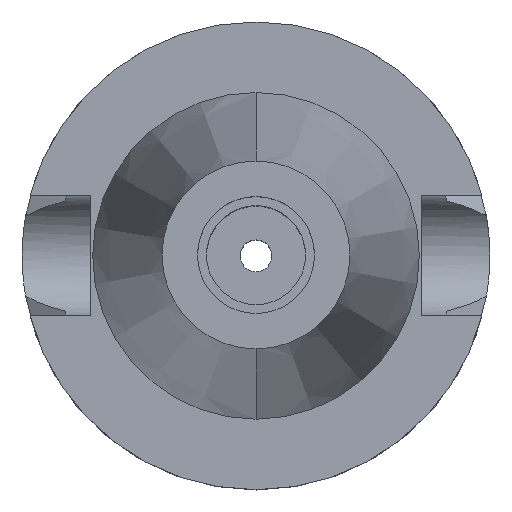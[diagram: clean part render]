
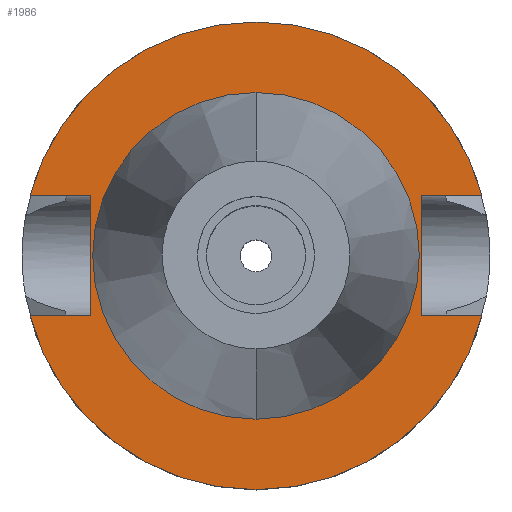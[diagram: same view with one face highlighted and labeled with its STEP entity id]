
A CAD part, top view. The second image highlights one B-rep face of the part: STEP entity #1986.
In plain terms, the highlighted planar face has unit normal (0, 0, 1).
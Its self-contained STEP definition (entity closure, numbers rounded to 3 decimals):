
#738=DIRECTION('',(1.,0.,0.));
#739=VECTOR('',#738,12.921);
#740=CARTESIAN_POINT('',(35.4,12.85,-1.5));
#741=LINE('',#740,#739);
#785=DIRECTION('',(0.,1.,0.));
#786=VECTOR('',#785,25.7);
#787=CARTESIAN_POINT('',(-35.4,-12.85,-1.5));
#788=LINE('',#787,#786);
#792=DIRECTION('',(-1.,0.,0.));
#793=VECTOR('',#792,12.921);
#794=CARTESIAN_POINT('',(-35.4,12.85,-1.5));
#795=LINE('',#794,#793);
#799=CARTESIAN_POINT('',(0.,0.,-1.5));
#800=DIRECTION('',(0.,0.,-1.));
#801=DIRECTION('',(-0.966,0.257,0.));
#802=AXIS2_PLACEMENT_3D('',#799,#800,#801);
#807=CARTESIAN_POINT('',(0.,0.,-1.5));
#808=DIRECTION('',(0.,0.,-1.));
#809=DIRECTION('',(0.,1.,0.));
#810=AXIS2_PLACEMENT_3D('',#807,#808,#809);
#815=DIRECTION('',(0.,-1.,0.));
#816=VECTOR('',#815,25.7);
#817=CARTESIAN_POINT('',(35.4,12.85,-1.5));
#818=LINE('',#817,#816);
#822=DIRECTION('',(1.,0.,0.));
#823=VECTOR('',#822,12.921);
#824=CARTESIAN_POINT('',(35.4,-12.85,-1.5));
#825=LINE('',#824,#823);
#829=CARTESIAN_POINT('',(0.,0.,-1.5));
#830=DIRECTION('',(0.,0.,-1.));
#831=DIRECTION('',(0.966,-0.257,0.));
#832=AXIS2_PLACEMENT_3D('',#829,#830,#831);
#837=CARTESIAN_POINT('',(0.,0.,-1.5));
#838=DIRECTION('',(0.,0.,-1.));
#839=DIRECTION('',(0.,-1.,0.));
#840=AXIS2_PLACEMENT_3D('',#837,#838,#839);
#845=CARTESIAN_POINT('',(0.,0.,-1.5));
#846=DIRECTION('',(0.,0.,1.));
#847=DIRECTION('',(0.,-1.,0.));
#848=AXIS2_PLACEMENT_3D('',#845,#846,#847);
#853=CARTESIAN_POINT('',(0.,0.,-1.5));
#854=DIRECTION('',(0.,0.,1.));
#855=DIRECTION('',(0.,1.,0.));
#856=AXIS2_PLACEMENT_3D('',#853,#854,#855);
#891=DIRECTION('',(-1.,0.,0.));
#892=VECTOR('',#891,12.921);
#893=CARTESIAN_POINT('',(-35.4,-12.85,-1.5));
#894=LINE('',#893,#892);
#1261=CARTESIAN_POINT('',(-35.4,-12.85,-1.5));
#1262=VERTEX_POINT('',#1261);
#1263=CARTESIAN_POINT('',(-48.321,-12.85,-1.5));
#1264=VERTEX_POINT('',#1263);
#1267=CARTESIAN_POINT('',(-35.4,12.85,-1.5));
#1268=VERTEX_POINT('',#1267);
#1269=CARTESIAN_POINT('',(-48.321,12.85,-1.5));
#1270=VERTEX_POINT('',#1269);
#1271=CARTESIAN_POINT('',(0.,50.,-1.5));
#1272=CARTESIAN_POINT('',(48.321,12.85,-1.5));
#1273=VERTEX_POINT('',#1271);
#1274=VERTEX_POINT('',#1272);
#1275=CARTESIAN_POINT('',(35.4,12.85,-1.5));
#1276=VERTEX_POINT('',#1275);
#1277=CARTESIAN_POINT('',(35.4,-12.85,-1.5));
#1278=VERTEX_POINT('',#1277);
#1279=CARTESIAN_POINT('',(48.321,-12.85,-1.5));
#1280=VERTEX_POINT('',#1279);
#1281=CARTESIAN_POINT('',(0.,-50.,-1.5));
#1282=VERTEX_POINT('',#1281);
#1283=CARTESIAN_POINT('',(0.,-34.925,-1.5));
#1284=CARTESIAN_POINT('',(0.,34.925,-1.5));
#1285=VERTEX_POINT('',#1283);
#1286=VERTEX_POINT('',#1284);
#1955=CARTESIAN_POINT('',(0.,0.,-1.5));
#1956=DIRECTION('',(0.,0.,-1.));
#1957=DIRECTION('',(0.,-1.,0.));
#1958=AXIS2_PLACEMENT_3D('',#1955,#1956,#1957);
#1959=PLANE('',#1958);
#1961=ORIENTED_EDGE('',*,*,#1960,.T.);
#1963=ORIENTED_EDGE('',*,*,#1962,.T.);
#1965=ORIENTED_EDGE('',*,*,#1964,.T.);
#1967=ORIENTED_EDGE('',*,*,#1966,.T.);
#1968=ORIENTED_EDGE('',*,*,#1931,.F.);
#1969=ORIENTED_EDGE('',*,*,#1945,.T.);
#1971=ORIENTED_EDGE('',*,*,#1970,.T.);
#1973=ORIENTED_EDGE('',*,*,#1972,.T.);
#1975=ORIENTED_EDGE('',*,*,#1974,.T.);
#1977=ORIENTED_EDGE('',*,*,#1976,.F.);
#1978=EDGE_LOOP('',(#1961,#1963,#1965,#1967,#1968,#1969,#1971,#1973,#1975,
#1977));
#1979=FACE_OUTER_BOUND('',#1978,.F.);
#1981=ORIENTED_EDGE('',*,*,#1980,.T.);
#1983=ORIENTED_EDGE('',*,*,#1982,.T.);
#1984=EDGE_LOOP('',(#1981,#1983));
#1985=FACE_BOUND('',#1984,.F.);
#803=CIRCLE('',#802,50.);
#811=CIRCLE('',#810,50.);
#833=CIRCLE('',#832,50.);
#841=CIRCLE('',#840,50.);
#849=CIRCLE('',#848,34.925);
#857=CIRCLE('',#856,34.925);
#1931=EDGE_CURVE('',#1276,#1274,#741,.T.);
#1945=EDGE_CURVE('',#1276,#1278,#818,.T.);
#1960=EDGE_CURVE('',#1262,#1268,#788,.T.);
#1962=EDGE_CURVE('',#1268,#1270,#795,.T.);
#1964=EDGE_CURVE('',#1270,#1273,#803,.T.);
#1966=EDGE_CURVE('',#1273,#1274,#811,.T.);
#1970=EDGE_CURVE('',#1278,#1280,#825,.T.);
#1972=EDGE_CURVE('',#1280,#1282,#833,.T.);
#1974=EDGE_CURVE('',#1282,#1264,#841,.T.);
#1976=EDGE_CURVE('',#1262,#1264,#894,.T.);
#1980=EDGE_CURVE('',#1285,#1286,#849,.T.);
#1982=EDGE_CURVE('',#1286,#1285,#857,.T.);
#1986=ADVANCED_FACE('',(#1979,#1985),#1959,.F.);
